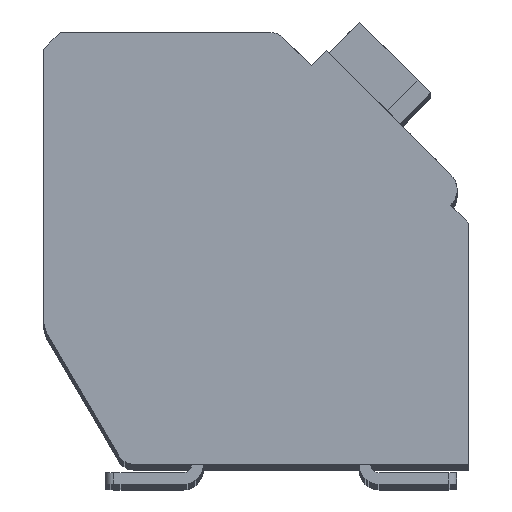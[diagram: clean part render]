
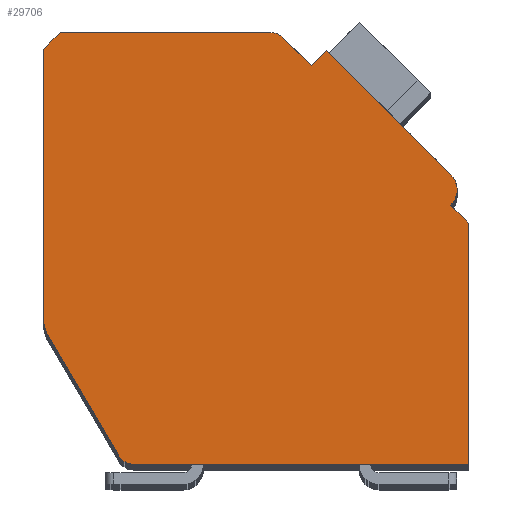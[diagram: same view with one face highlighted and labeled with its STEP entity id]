
A CAD part, top view. The second image highlights one B-rep face of the part: STEP entity #29706.
In plain terms, the highlighted planar face has unit normal (0, 0, 1).
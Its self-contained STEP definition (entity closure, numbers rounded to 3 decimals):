
#1081=DIRECTION('',(0.,-1.,0.));
#1082=VECTOR('',#1081,8.053);
#1083=CARTESIAN_POINT('',(-12.7,12.4,2.1));
#1084=LINE('',#1083,#1082);
#1085=DIRECTION('',(-0.707,-0.707,0.));
#1086=VECTOR('',#1085,0.707);
#1087=CARTESIAN_POINT('',(-12.2,12.9,2.1));
#1088=LINE('',#1087,#1086);
#1089=DIRECTION('',(-1.,0.,0.));
#1090=VECTOR('',#1089,6.298);
#1091=CARTESIAN_POINT('',(-5.902,12.9,2.1));
#1092=LINE('',#1091,#1090);
#1093=CARTESIAN_POINT('',(-5.902,12.4,2.1));
#1094=DIRECTION('',(0.,0.,1.));
#1095=DIRECTION('',(0.707,0.707,0.));
#1096=AXIS2_PLACEMENT_3D('',#1093,#1094,#1095);
#1098=DIRECTION('',(-0.707,0.707,0.));
#1099=VECTOR('',#1098,1.197);
#1100=CARTESIAN_POINT('',(-4.702,11.907,2.1));
#1101=LINE('',#1100,#1099);
#1102=DIRECTION('',(-0.707,-0.707,0.));
#1103=VECTOR('',#1102,0.65);
#1104=CARTESIAN_POINT('',(-4.243,12.367,2.1));
#1105=LINE('',#1104,#1103);
#1106=DIRECTION('',(-0.707,0.707,0.));
#1107=VECTOR('',#1106,5.25);
#1108=CARTESIAN_POINT('',(-0.53,8.655,2.1));
#1109=LINE('',#1108,#1107);
#1110=CARTESIAN_POINT('',(-0.99,8.195,2.1));
#1111=DIRECTION('',(0.,0.,1.));
#1112=DIRECTION('',(0.707,-0.707,0.));
#1113=AXIS2_PLACEMENT_3D('',#1110,#1111,#1112);
#1115=DIRECTION('',(-0.707,0.707,0.));
#1116=VECTOR('',#1115,0.75);
#1117=CARTESIAN_POINT('',(0.,7.205,2.1));
#1118=LINE('',#1117,#1116);
#1119=DIRECTION('',(0.,1.,0.));
#1120=VECTOR('',#1119,7.205);
#1121=CARTESIAN_POINT('',(0.,0.,2.1));
#1122=LINE('',#1121,#1120);
#1123=DIRECTION('',(1.,0.,0.));
#1124=VECTOR('',#1123,10.014);
#1125=CARTESIAN_POINT('',(-10.014,0.,2.1));
#1126=LINE('',#1125,#1124);
#1127=CARTESIAN_POINT('',(-10.014,0.5,2.1));
#1128=DIRECTION('',(0.,0.,1.));
#1129=DIRECTION('',(-0.862,-0.508,0.));
#1130=AXIS2_PLACEMENT_3D('',#1127,#1128,#1129);
#1132=DIRECTION('',(0.508,-0.862,0.));
#1133=VECTOR('',#1132,4.17);
#1134=CARTESIAN_POINT('',(-12.562,3.839,2.1));
#1135=LINE('',#1134,#1133);
#1136=CARTESIAN_POINT('',(-11.7,4.347,2.1));
#1137=DIRECTION('',(0.,0.,1.));
#1138=DIRECTION('',(-1.,0.,0.));
#1139=AXIS2_PLACEMENT_3D('',#1136,#1137,#1138);
#21985=CARTESIAN_POINT('',(-12.7,12.4,2.1));
#21986=CARTESIAN_POINT('',(-12.7,4.347,2.1));
#21987=VERTEX_POINT('',#21985);
#21988=VERTEX_POINT('',#21986);
#21989=CARTESIAN_POINT('',(-12.562,3.839,2.1));
#21990=VERTEX_POINT('',#21989);
#21991=CARTESIAN_POINT('',(-10.445,0.246,2.1));
#21992=VERTEX_POINT('',#21991);
#21993=CARTESIAN_POINT('',(-10.014,0.,2.1));
#21994=VERTEX_POINT('',#21993);
#21995=CARTESIAN_POINT('',(0.,0.,2.1));
#21996=VERTEX_POINT('',#21995);
#21997=CARTESIAN_POINT('',(0.,7.205,2.1));
#21998=VERTEX_POINT('',#21997);
#21999=CARTESIAN_POINT('',(-0.53,7.735,2.1));
#22000=VERTEX_POINT('',#21999);
#22001=CARTESIAN_POINT('',(-0.53,8.655,2.1));
#22002=VERTEX_POINT('',#22001);
#22003=CARTESIAN_POINT('',(-4.243,12.367,2.1));
#22004=VERTEX_POINT('',#22003);
#22005=CARTESIAN_POINT('',(-4.702,11.907,2.1));
#22006=VERTEX_POINT('',#22005);
#22007=CARTESIAN_POINT('',(-5.548,12.754,2.1));
#22008=VERTEX_POINT('',#22007);
#22009=CARTESIAN_POINT('',(-5.902,12.9,2.1));
#22010=VERTEX_POINT('',#22009);
#22011=CARTESIAN_POINT('',(-12.2,12.9,2.1));
#22012=VERTEX_POINT('',#22011);
#29674=CARTESIAN_POINT('',(0.,0.,2.1));
#29675=DIRECTION('',(0.,0.,1.));
#29676=DIRECTION('',(1.,0.,0.));
#29677=AXIS2_PLACEMENT_3D('',#29674,#29675,#29676);
#29678=PLANE('',#29677);
#29679=ORIENTED_EDGE('',*,*,#28697,.F.);
#29681=ORIENTED_EDGE('',*,*,#29680,.F.);
#29683=ORIENTED_EDGE('',*,*,#29682,.F.);
#29685=ORIENTED_EDGE('',*,*,#29684,.F.);
#29687=ORIENTED_EDGE('',*,*,#29686,.F.);
#29689=ORIENTED_EDGE('',*,*,#29688,.F.);
#29691=ORIENTED_EDGE('',*,*,#29690,.F.);
#29693=ORIENTED_EDGE('',*,*,#29692,.F.);
#29695=ORIENTED_EDGE('',*,*,#29694,.F.);
#29697=ORIENTED_EDGE('',*,*,#29696,.F.);
#29699=ORIENTED_EDGE('',*,*,#29698,.F.);
#29701=ORIENTED_EDGE('',*,*,#29700,.F.);
#29702=ORIENTED_EDGE('',*,*,#29217,.F.);
#29703=ORIENTED_EDGE('',*,*,#28885,.F.);
#29704=EDGE_LOOP('',(#29679,#29681,#29683,#29685,#29687,#29689,#29691,#29693,
#29695,#29697,#29699,#29701,#29702,#29703));
#29705=FACE_OUTER_BOUND('',#29704,.F.);
#1097=CIRCLE('',#1096,0.5);
#1114=CIRCLE('',#1113,0.65);
#1131=CIRCLE('',#1130,0.5);
#1140=CIRCLE('',#1139,1.);
#28697=EDGE_CURVE('',#21987,#21988,#1084,.T.);
#28885=EDGE_CURVE('',#21988,#21990,#1140,.T.);
#29217=EDGE_CURVE('',#21990,#21992,#1135,.T.);
#29680=EDGE_CURVE('',#22012,#21987,#1088,.T.);
#29682=EDGE_CURVE('',#22010,#22012,#1092,.T.);
#29684=EDGE_CURVE('',#22008,#22010,#1097,.T.);
#29686=EDGE_CURVE('',#22006,#22008,#1101,.T.);
#29688=EDGE_CURVE('',#22004,#22006,#1105,.T.);
#29690=EDGE_CURVE('',#22002,#22004,#1109,.T.);
#29692=EDGE_CURVE('',#22000,#22002,#1114,.T.);
#29694=EDGE_CURVE('',#21998,#22000,#1118,.T.);
#29696=EDGE_CURVE('',#21996,#21998,#1122,.T.);
#29698=EDGE_CURVE('',#21994,#21996,#1126,.T.);
#29700=EDGE_CURVE('',#21992,#21994,#1131,.T.);
#29706=ADVANCED_FACE('',(#29705),#29678,.T.);
